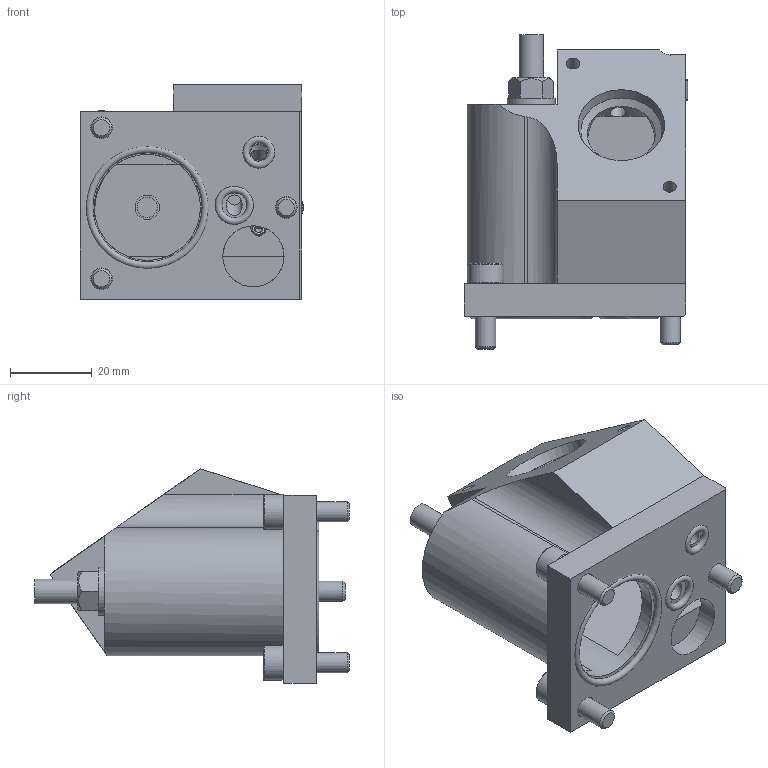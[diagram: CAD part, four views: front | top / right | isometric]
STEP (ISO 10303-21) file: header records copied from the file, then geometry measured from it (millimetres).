
FILE_DESCRIPTION(/* description */ ('Unknown'),/* implementation_level */ '2;1');
FILE_NAME(/* name */ 'AP-1620-313-D',/* time_stamp */ '2020-12-14T13:37:34+01:00',/* author */ ('Unknown'),/* organization */ ('Unknown'),/* preprocessor_version */ 'ST-DEVELOPER v16.7',/* originating_system */ 'DEX',/* authorisation */ $);
FILE_SCHEMA (('AUTOMOTIVE_DESIGN {1 0 10303 214 3 1 1}'));
Length unit declared in the file: millimetre
Products named in the file (10): AP-1620-313-D; AP-1620-002-006-B_oa_0; WT-2600-516; WT-2600-616; WT-2602-716; WU-1505-016; WU-1505-060_oa_1; WU-4604-040; WV-2400-706; WV-7306-025_oa_2
Assembly tree (11 placements, depth 2):
  AP-1620-313-D
    AP-1620-002-006-B_oa_0
    WT-2600-516
    WT-2600-616
    WT-2602-716
    WU-1505-016  x2
    WU-1505-060_oa_1
    WU-4604-040  x2
    WV-2400-706
    WV-7306-025_oa_2
Bounding box: 54.7 x 77 x 52.53 mm (x, y, z)
Volume: 53510 mm3; surface area: 27753.8 mm2
Topology: 11 solids, 11 shells, 253 faces, 558 edges, 373 vertices
Faces by surface type: plane 134, cylinder 85, cone 21, torus 13
Full cylindrical faces by diameter (mm): 2 x2, 3 x2, 3.242 x4, 3.75 x20, 4 x29, 4.917 x2, 5 x3, 5.3 x3, 6 x1, 7.8 x1, 8.5 x3, 9.4 x1, 11.8 x1, 12.5 x1, 15 x1, 16.7 x1, 26 x1, 29.65 x1
Entity records: 5995 total; most frequent: DIRECTION 873, CARTESIAN_POINT 854, ORIENTED_EDGE 648, AXIS2_PLACEMENT_3D 364, EDGE_CURVE 324, FACE_BOUND 322, EDGE_LOOP 314, VERTEX_POINT 262
